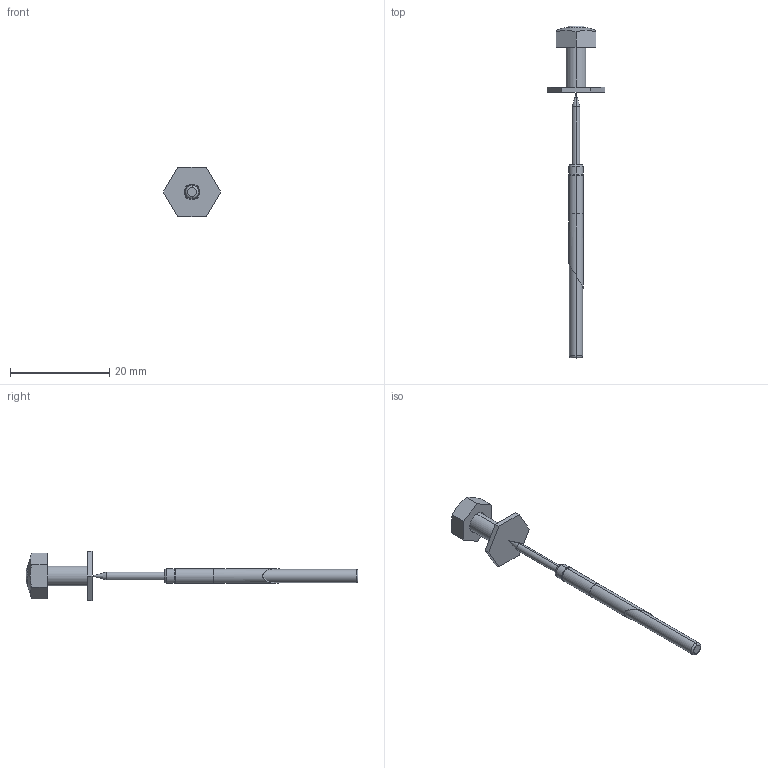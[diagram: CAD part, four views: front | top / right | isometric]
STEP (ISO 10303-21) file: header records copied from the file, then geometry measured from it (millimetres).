
FILE_DESCRIPTION (( 'STEP AP214' ), '1' );
FILE_NAME ('INGUN_17036.STEP', '2023-03-02T13:40:55', ( '' ), ( '' ), 'SwSTEP 2.0', 'SolidWorks 2021', '' );
FILE_SCHEMA (( 'AUTOMOTIVE_DESIGN' ));
Length unit declared in the file: millimetre
Products named in the file (5): KS-113-Master__ADA~ks_KS-113 23; 2806~1; GKS-114-0007__ADA~gks_Hub = 07,1 <S>; 3917~3_M 3 A; INGUN_17036
Assembly tree (4 placements, depth 2):
  INGUN_17036
    GKS-114-0007__ADA~gks_Hub = 07,1 <S>
    2806~1
    3917~3_M 3 A
    KS-113-Master__ADA~ks_KS-113 23
Bounding box: 11.55 x 66.8 x 10 mm (x, y, z)
Volume: 783.6 mm3; surface area: 1207 mm2
Topology: 6 solids, 6 shells, 62 faces, 128 edges, 79 vertices
Faces by surface type: plane 26, cylinder 22, cone 10, torus 2, sphere 2
Entity records: 1998 total; most frequent: DIRECTION 316, CARTESIAN_POINT 304, ORIENTED_EDGE 252, AXIS2_PLACEMENT_3D 127, EDGE_CURVE 126, VERTEX_POINT 79, EDGE_LOOP 69, LINE 62
